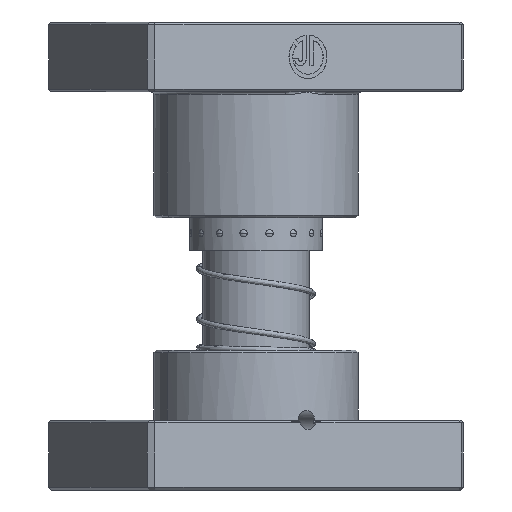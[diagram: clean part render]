
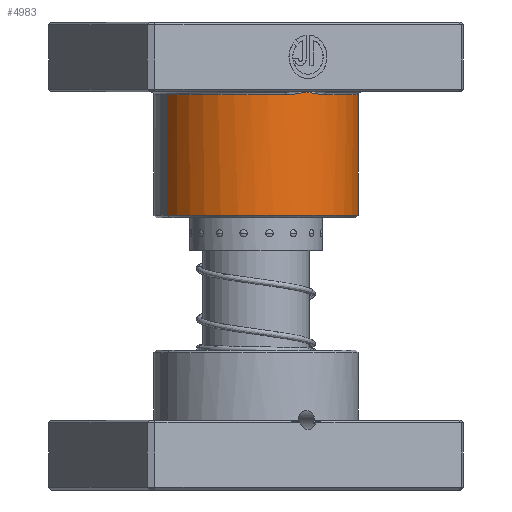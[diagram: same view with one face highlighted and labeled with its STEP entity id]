
A CAD part, front view. The second image highlights one B-rep face of the part: STEP entity #4983.
In plain terms, the highlighted cylindrical face has radius 36.5 mm (diameter 73 mm), a partial arc.
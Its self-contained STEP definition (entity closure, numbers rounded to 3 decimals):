
#340 = CARTESIAN_POINT ( 'NONE',  ( -3.495, 36.339, 25.565 ) ) ;
#521 = CIRCLE ( 'NONE', #3098, 36.5 ) ;
#691 = LINE ( 'NONE', #23643, #17616 ) ;
#950 = DIRECTION ( 'NONE',  ( 0., 0., -1. ) ) ;
#1058 = EDGE_CURVE ( 'NONE', #15865, #19332, #521, .T. ) ;
#1559 = AXIS2_PLACEMENT_3D ( 'NONE', #21216, #950, #17802 ) ;
#1953 = DIRECTION ( 'NONE',  ( 0., 0., -1. ) ) ;
#2133 = CYLINDRICAL_SURFACE ( 'NONE', #1559, 36.5 ) ;
#2916 = CARTESIAN_POINT ( 'NONE',  ( 2.798, 36.42, 25.47 ) ) ;
#3098 = AXIS2_PLACEMENT_3D ( 'NONE', #32771, #30644, #33060 ) ;
#3744 = CARTESIAN_POINT ( 'NONE',  ( -5.587, 36.077, 25.837 ) ) ;
#4071 = CARTESIAN_POINT ( 'NONE',  ( -8.373, 35.527, 26. ) ) ;
#4749 = ORIENTED_EDGE ( 'NONE', *, *, #10964, .T. ) ;
#4891 = CARTESIAN_POINT ( 'NONE',  ( 0., 36.5, 25. ) ) ;
#4907 = CARTESIAN_POINT ( 'NONE',  ( 36.5, 0., 26. ) ) ;
#4983 = ADVANCED_FACE ( 'NONE', ( #33358 ), #2133, .T. ) ;
#6127 = VERTEX_POINT ( 'NONE', #4907 ) ;
#6321 = CARTESIAN_POINT ( 'NONE',  ( 0., 36.5, 25. ) ) ;
#7141 = CARTESIAN_POINT ( 'NONE',  ( -7.68, 35.69, 26. ) ) ;
#8000 = CARTESIAN_POINT ( 'NONE',  ( -36.5, 0., 69. ) ) ;
#9586 = CARTESIAN_POINT ( 'NONE',  ( 8.373, 35.527, 26. ) ) ;
#10407 = CARTESIAN_POINT ( 'NONE',  ( 0., 36.5, 25. ) ) ;
#10964 = EDGE_CURVE ( 'NONE', #42024, #18797, #18314, .T. ) ;
#11793 = VECTOR ( 'NONE', #39499, 1000. ) ;
#12028 = EDGE_CURVE ( 'NONE', #6127, #35364, #36729, .T. ) ;
#13197 = CARTESIAN_POINT ( 'NONE',  ( 0., 0., 26. ) ) ;
#13789 = CARTESIAN_POINT ( 'NONE',  ( -0.349, 36.5, 25.059 ) ) ;
#13882 = VERTEX_POINT ( 'NONE', #4891 ) ;
#14095 = CARTESIAN_POINT ( 'NONE',  ( 36.5, 0., 69. ) ) ;
#15171 = B_SPLINE_CURVE_WITH_KNOTS ( 'NONE', 3,
 ( #9586, #38370, #19777, #43428, #23201, #2916, #26574, #6321 ),
 .UNSPECIFIED., .F., .F.,
 ( 4, 2, 2, 4 ),
 ( 0., 0.002, 0.004, 0.009 ),
 .UNSPECIFIED. ) ;
#15865 = VERTEX_POINT ( 'NONE', #4071 ) ;
#16166 = EDGE_CURVE ( 'NONE', #18797, #6127, #20747, .T. ) ;
#16589 = DIRECTION ( 'NONE',  ( 1., 0., 0. ) ) ;
#17181 = CARTESIAN_POINT ( 'NONE',  ( -1.4, 36.475, 25.234 ) ) ;
#17616 = VECTOR ( 'NONE', #40445, 1000. ) ;
#17802 = DIRECTION ( 'NONE',  ( -1., 0., 0. ) ) ;
#18314 = CIRCLE ( 'NONE', #31024, 36.5 ) ;
#18797 = VERTEX_POINT ( 'NONE', #14095 ) ;
#19332 = VERTEX_POINT ( 'NONE', #36977 ) ;
#19777 = CARTESIAN_POINT ( 'NONE',  ( 6.984, 35.833, 25.96 ) ) ;
#19923 = EDGE_LOOP ( 'NONE', ( #4749, #43433, #24449, #34020, #37781, #43836, #43310 ) ) ;
#20593 = CARTESIAN_POINT ( 'NONE',  ( -2.798, 36.399, 25.459 ) ) ;
#20747 = LINE ( 'NONE', #42776, #11793 ) ;
#21216 = CARTESIAN_POINT ( 'NONE',  ( 0., 0., 70. ) ) ;
#22242 = CARTESIAN_POINT ( 'NONE',  ( 0., 0., 69. ) ) ;
#22250 = EDGE_CURVE ( 'NONE', #13882, #15865, #28222, .T. ) ;
#23201 = CARTESIAN_POINT ( 'NONE',  ( 4.89, 36.178, 25.754 ) ) ;
#23643 = CARTESIAN_POINT ( 'NONE',  ( -36.5, 0., 70. ) ) ;
#24032 = CARTESIAN_POINT ( 'NONE',  ( -4.89, 36.178, 25.754 ) ) ;
#24449 = ORIENTED_EDGE ( 'NONE', *, *, #12028, .T. ) ;
#25631 = DIRECTION ( 'NONE',  ( 1., 0., 0. ) ) ;
#26574 = CARTESIAN_POINT ( 'NONE',  ( 1.403, 36.5, 25.235 ) ) ;
#27392 = CARTESIAN_POINT ( 'NONE',  ( -6.984, 35.833, 25.96 ) ) ;
#27512 = CARTESIAN_POINT ( 'NONE',  ( 8.373, 35.527, 26. ) ) ;
#28222 = B_SPLINE_CURVE_WITH_KNOTS ( 'NONE', 3,
 ( #10407, #13789, #37416, #17181, #40833, #20593, #340, #24032, #3744, #27392, #7141, #30801 ),
 .UNSPECIFIED., .F., .F.,
 ( 4, 2, 2, 2, 2, 4 ),
 ( 0., 0.001, 0.002, 0.004, 0.006, 0.008 ),
 .UNSPECIFIED. ) ;
#30644 = DIRECTION ( 'NONE',  ( 0., 0., 1. ) ) ;
#30801 = CARTESIAN_POINT ( 'NONE',  ( -8.373, 35.527, 26. ) ) ;
#31024 = AXIS2_PLACEMENT_3D ( 'NONE', #22242, #1953, #25631 ) ;
#32213 = AXIS2_PLACEMENT_3D ( 'NONE', #13197, #36851, #16589 ) ;
#32771 = CARTESIAN_POINT ( 'NONE',  ( 0., 0., 26. ) ) ;
#33060 = DIRECTION ( 'NONE',  ( 1., 0., 0. ) ) ;
#33358 = FACE_OUTER_BOUND ( 'NONE', #19923, .T. ) ;
#33943 = EDGE_CURVE ( 'NONE', #42024, #19332, #691, .T. ) ;
#34020 = ORIENTED_EDGE ( 'NONE', *, *, #37698, .T. ) ;
#35364 = VERTEX_POINT ( 'NONE', #27512 ) ;
#36729 = CIRCLE ( 'NONE', #32213, 36.5 ) ;
#36851 = DIRECTION ( 'NONE',  ( 0., 0., 1. ) ) ;
#36977 = CARTESIAN_POINT ( 'NONE',  ( -36.5, 0., 26. ) ) ;
#37416 = CARTESIAN_POINT ( 'NONE',  ( -0.701, 36.495, 25.118 ) ) ;
#37698 = EDGE_CURVE ( 'NONE', #35364, #13882, #15171, .T. ) ;
#37781 = ORIENTED_EDGE ( 'NONE', *, *, #22250, .T. ) ;
#38370 = CARTESIAN_POINT ( 'NONE',  ( 7.68, 35.69, 26. ) ) ;
#39499 = DIRECTION ( 'NONE',  ( 0., 0., -1. ) ) ;
#40445 = DIRECTION ( 'NONE',  ( 0., 0., -1. ) ) ;
#40833 = CARTESIAN_POINT ( 'NONE',  ( -1.75, 36.46, 25.291 ) ) ;
#42024 = VERTEX_POINT ( 'NONE', #8000 ) ;
#42776 = CARTESIAN_POINT ( 'NONE',  ( 36.5, 0., 70. ) ) ;
#43310 = ORIENTED_EDGE ( 'NONE', *, *, #33943, .F. ) ;
#43428 = CARTESIAN_POINT ( 'NONE',  ( 5.587, 36.077, 25.837 ) ) ;
#43433 = ORIENTED_EDGE ( 'NONE', *, *, #16166, .T. ) ;
#43836 = ORIENTED_EDGE ( 'NONE', *, *, #1058, .T. ) ;
